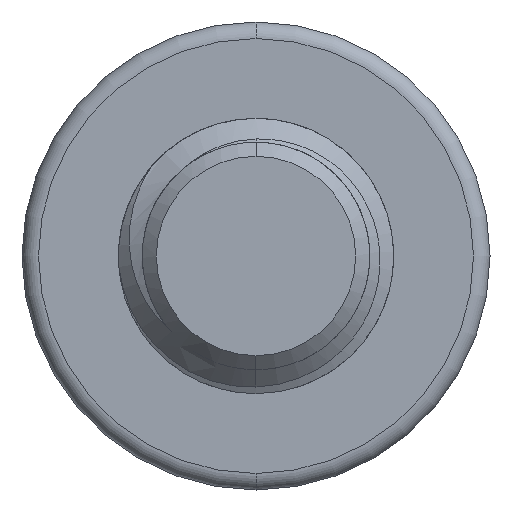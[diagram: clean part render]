
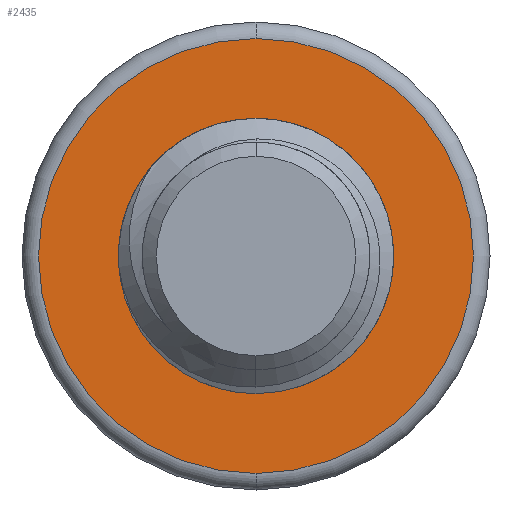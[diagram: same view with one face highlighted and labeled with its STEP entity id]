
A CAD part, front view. The second image highlights one B-rep face of the part: STEP entity #2435.
In plain terms, the highlighted planar face has unit normal (0, -1, 0).
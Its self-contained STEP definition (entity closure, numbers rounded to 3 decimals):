
#446 = ORIENTED_EDGE ( 'NONE', *, *, #1609, .T. ) ;
#682 = DIRECTION ( 'NONE',  ( 0., 0., 1. ) ) ;
#691 = EDGE_LOOP ( 'NONE', ( #1296, #2609 ) ) ;
#729 = DIRECTION ( 'NONE',  ( 0., 0., 1. ) ) ;
#780 = CARTESIAN_POINT ( 'NONE',  ( 0., 130., 2.5 ) ) ;
#817 = AXIS2_PLACEMENT_3D ( 'NONE', #6822, #5695, #682 ) ;
#891 = CARTESIAN_POINT ( 'NONE',  ( 0., 130., -2.5 ) ) ;
#1003 = PLANE ( 'NONE',  #3509 ) ;
#1005 = CARTESIAN_POINT ( 'NONE',  ( 0., 130., -3.95 ) ) ;
#1236 = VERTEX_POINT ( 'NONE', #1005 ) ;
#1296 = ORIENTED_EDGE ( 'NONE', *, *, #4176, .T. ) ;
#1473 = CARTESIAN_POINT ( 'NONE',  ( 0., 130., 3.95 ) ) ;
#1609 = EDGE_CURVE ( 'NONE', #4571, #4297, #4334, .T. ) ;
#1764 = CARTESIAN_POINT ( 'NONE',  ( 0., 130., 0. ) ) ;
#1950 = DIRECTION ( 'NONE',  ( 0., 0., 1. ) ) ;
#2002 = CIRCLE ( 'NONE', #5984, 2.5 ) ;
#2246 = DIRECTION ( 'NONE',  ( 0., 0., 1. ) ) ;
#2435 = ADVANCED_FACE ( 'NONE', ( #3791, #4963 ), #1003, .F. ) ;
#2609 = ORIENTED_EDGE ( 'NONE', *, *, #6056, .T. ) ;
#2973 = CARTESIAN_POINT ( 'NONE',  ( 0., 130., 0. ) ) ;
#2975 = VERTEX_POINT ( 'NONE', #1473 ) ;
#3418 = CIRCLE ( 'NONE', #4014, 3.95 ) ;
#3509 = AXIS2_PLACEMENT_3D ( 'NONE', #5544, #6020, #2246 ) ;
#3791 = FACE_OUTER_BOUND ( 'NONE', #691, .T. ) ;
#4014 = AXIS2_PLACEMENT_3D ( 'NONE', #1764, #5123, #729 ) ;
#4176 = EDGE_CURVE ( 'NONE', #2975, #1236, #3418, .T. ) ;
#4218 = EDGE_CURVE ( 'NONE', #4297, #4571, #2002, .T. ) ;
#4271 = ORIENTED_EDGE ( 'NONE', *, *, #4218, .T. ) ;
#4297 = VERTEX_POINT ( 'NONE', #780 ) ;
#4334 = CIRCLE ( 'NONE', #817, 2.5 ) ;
#4471 = DIRECTION ( 'NONE',  ( 0., 1., 0. ) ) ;
#4571 = VERTEX_POINT ( 'NONE', #891 ) ;
#4963 = FACE_BOUND ( 'NONE', #7150, .T. ) ;
#5123 = DIRECTION ( 'NONE',  ( 0., -1., 0. ) ) ;
#5544 = CARTESIAN_POINT ( 'NONE',  ( 0., 130., 0. ) ) ;
#5676 = CARTESIAN_POINT ( 'NONE',  ( 0., 130., 0. ) ) ;
#5695 = DIRECTION ( 'NONE',  ( 0., 1., 0. ) ) ;
#5984 = AXIS2_PLACEMENT_3D ( 'NONE', #5676, #4471, #6697 ) ;
#6020 = DIRECTION ( 'NONE',  ( 0., 1., 0. ) ) ;
#6056 = EDGE_CURVE ( 'NONE', #1236, #2975, #6235, .T. ) ;
#6235 = CIRCLE ( 'NONE', #6341, 3.95 ) ;
#6341 = AXIS2_PLACEMENT_3D ( 'NONE', #2973, #6347, #1950 ) ;
#6347 = DIRECTION ( 'NONE',  ( 0., -1., 0. ) ) ;
#6697 = DIRECTION ( 'NONE',  ( 0., 0., 1. ) ) ;
#6822 = CARTESIAN_POINT ( 'NONE',  ( 0., 130., 0. ) ) ;
#7150 = EDGE_LOOP ( 'NONE', ( #446, #4271 ) ) ;
